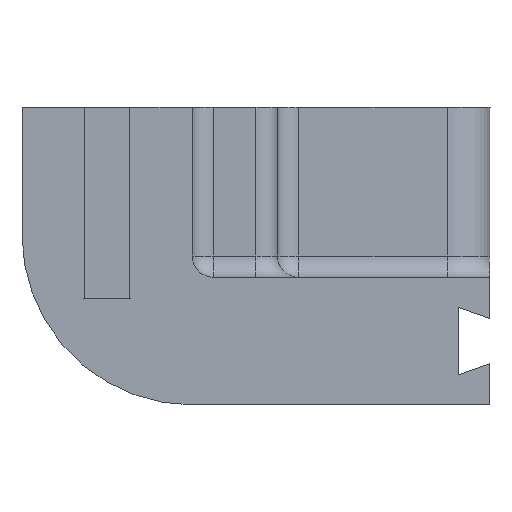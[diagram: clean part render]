
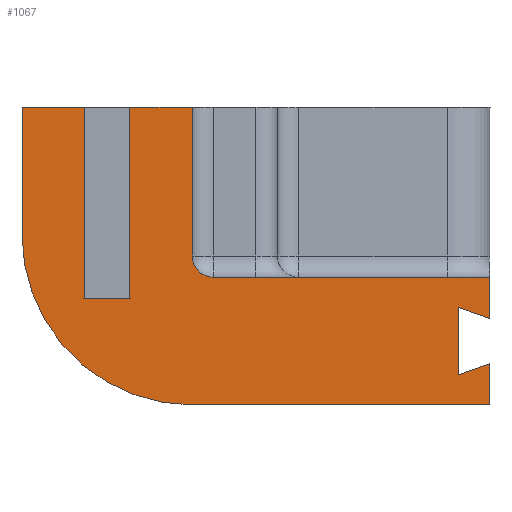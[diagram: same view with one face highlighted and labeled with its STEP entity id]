
A CAD part, front view. The second image highlights one B-rep face of the part: STEP entity #1067.
In plain terms, the highlighted planar face has unit normal (0, -1, 0).
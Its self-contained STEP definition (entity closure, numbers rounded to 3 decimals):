
#49=PLANE('',#1181);
#91=FACE_OUTER_BOUND('',#162,.T.);
#162=EDGE_LOOP('',(#785,#786,#787,#788,#789,#790,#791,#792,#793,#794,#795,
#796,#797,#798,#799,#800));
#236=LINE('',#1729,#319);
#237=LINE('',#1732,#320);
#239=LINE('',#1736,#322);
#240=LINE('',#1738,#323);
#241=LINE('',#1740,#324);
#242=LINE('',#1742,#325);
#243=LINE('',#1744,#326);
#244=LINE('',#1746,#327);
#245=LINE('',#1750,#328);
#246=LINE('',#1752,#329);
#247=LINE('',#1754,#330);
#248=LINE('',#1756,#331);
#249=LINE('',#1758,#332);
#250=LINE('',#1759,#333);
#319=VECTOR('',#1380,10.);
#320=VECTOR('',#1383,10.);
#322=VECTOR('',#1387,10.);
#323=VECTOR('',#1388,10.);
#324=VECTOR('',#1389,10.);
#325=VECTOR('',#1390,10.);
#326=VECTOR('',#1391,10.);
#327=VECTOR('',#1392,10.);
#328=VECTOR('',#1395,10.);
#329=VECTOR('',#1396,10.);
#330=VECTOR('',#1397,10.);
#331=VECTOR('',#1398,10.);
#332=VECTOR('',#1399,10.);
#333=VECTOR('',#1400,10.);
#396=CIRCLE('',#1165,5.);
#402=CIRCLE('',#1182,40.);
#466=VERTEX_POINT('',#1689);
#467=VERTEX_POINT('',#1691);
#476=VERTEX_POINT('',#1727);
#477=VERTEX_POINT('',#1731);
#478=VERTEX_POINT('',#1735);
#479=VERTEX_POINT('',#1737);
#480=VERTEX_POINT('',#1739);
#481=VERTEX_POINT('',#1741);
#482=VERTEX_POINT('',#1743);
#483=VERTEX_POINT('',#1745);
#484=VERTEX_POINT('',#1747);
#485=VERTEX_POINT('',#1749);
#486=VERTEX_POINT('',#1751);
#487=VERTEX_POINT('',#1753);
#488=VERTEX_POINT('',#1755);
#489=VERTEX_POINT('',#1757);
#571=EDGE_CURVE('',#467,#466,#396,.T.);
#590=EDGE_CURVE('',#476,#466,#236,.T.);
#591=EDGE_CURVE('',#467,#477,#237,.T.);
#593=EDGE_CURVE('',#476,#478,#239,.T.);
#594=EDGE_CURVE('',#479,#478,#240,.T.);
#595=EDGE_CURVE('',#480,#479,#241,.T.);
#596=EDGE_CURVE('',#481,#480,#242,.T.);
#597=EDGE_CURVE('',#481,#482,#243,.T.);
#598=EDGE_CURVE('',#483,#482,#244,.T.);
#599=EDGE_CURVE('',#483,#484,#402,.T.);
#600=EDGE_CURVE('',#485,#484,#245,.T.);
#601=EDGE_CURVE('',#485,#486,#246,.T.);
#602=EDGE_CURVE('',#487,#486,#247,.T.);
#603=EDGE_CURVE('',#488,#487,#248,.T.);
#604=EDGE_CURVE('',#489,#488,#249,.T.);
#605=EDGE_CURVE('',#489,#477,#250,.T.);
#785=ORIENTED_EDGE('',*,*,#590,.F.);
#786=ORIENTED_EDGE('',*,*,#593,.T.);
#787=ORIENTED_EDGE('',*,*,#594,.F.);
#788=ORIENTED_EDGE('',*,*,#595,.F.);
#789=ORIENTED_EDGE('',*,*,#596,.F.);
#790=ORIENTED_EDGE('',*,*,#597,.T.);
#791=ORIENTED_EDGE('',*,*,#598,.F.);
#792=ORIENTED_EDGE('',*,*,#599,.T.);
#793=ORIENTED_EDGE('',*,*,#600,.F.);
#794=ORIENTED_EDGE('',*,*,#601,.T.);
#795=ORIENTED_EDGE('',*,*,#602,.F.);
#796=ORIENTED_EDGE('',*,*,#603,.F.);
#797=ORIENTED_EDGE('',*,*,#604,.F.);
#798=ORIENTED_EDGE('',*,*,#605,.T.);
#799=ORIENTED_EDGE('',*,*,#591,.F.);
#800=ORIENTED_EDGE('',*,*,#571,.T.);
#1067=ADVANCED_FACE('',(#91),#49,.F.);
#1165=AXIS2_PLACEMENT_3D('',#1692,#1337,#1338);
#1181=AXIS2_PLACEMENT_3D('',#1734,#1385,#1386);
#1182=AXIS2_PLACEMENT_3D('',#1748,#1393,#1394);
#1337=DIRECTION('center_axis',(0.,1.,0.));
#1338=DIRECTION('ref_axis',(-0.707,0.,-0.707));
#1380=DIRECTION('',(0.,0.,-1.));
#1383=DIRECTION('',(1.,0.,0.));
#1385=DIRECTION('center_axis',(0.,1.,0.));
#1386=DIRECTION('ref_axis',(0.,0.,
-1.));
#1387=DIRECTION('',(-1.,0.,0.));
#1388=DIRECTION('',(0.,0.,1.));
#1389=DIRECTION('',(1.,0.,0.));
#1390=DIRECTION('',(0.,0.,-1.));
#1391=DIRECTION('',(-1.,0.,0.));
#1392=DIRECTION('',(0.,0.,1.));
#1393=DIRECTION('center_axis',(0.,-1.,0.));
#1394=DIRECTION('ref_axis',(-0.707,0.,-0.707));
#1395=DIRECTION('',(-1.,0.,0.));
#1396=DIRECTION('',(0.,0.,1.));
#1397=DIRECTION('',(0.942,0.,0.336));
#1398=DIRECTION('',(0.,0.,-1.));
#1399=DIRECTION('',(-0.942,0.,0.336));
#1400=DIRECTION('',(0.,0.,1.));
#1689=CARTESIAN_POINT('',(-15.,-10.,-35.));
#1691=CARTESIAN_POINT('',(-10.,-10.,-40.));
#1692=CARTESIAN_POINT('Origin',(-10.,-10.,-35.));
#1727=CARTESIAN_POINT('',(-15.,-10.,0.));
#1729=CARTESIAN_POINT('',(-15.,-10.,0.));
#1731=CARTESIAN_POINT('',(55.,-10.,-40.));
#1732=CARTESIAN_POINT('',(37.5,-10.,-40.));
#1734=CARTESIAN_POINT('Origin',(55.,-10.,0.));
#1735=CARTESIAN_POINT('',(-29.654,-10.,0.));
#1736=CARTESIAN_POINT('',(55.,-10.,0.));
#1737=CARTESIAN_POINT('',(-29.654,-10.,-45.));
#1738=CARTESIAN_POINT('',(-29.654,-10.,0.));
#1739=CARTESIAN_POINT('',(-40.346,-10.,-45.));
#1740=CARTESIAN_POINT('',(10.,-10.,-45.));
#1741=CARTESIAN_POINT('',(-40.346,-10.,0.));
#1742=CARTESIAN_POINT('',(-40.346,-10.,0.));
#1743=CARTESIAN_POINT('',(-55.,-10.,0.));
#1744=CARTESIAN_POINT('',(55.,-10.,0.));
#1745=CARTESIAN_POINT('',(-55.,-10.,-30.));
#1746=CARTESIAN_POINT('',(-55.,-10.,-17.5));
#1747=CARTESIAN_POINT('',(-15.,-10.,-70.));
#1748=CARTESIAN_POINT('Origin',(-15.,-10.,-30.));
#1749=CARTESIAN_POINT('',(55.,-10.,-70.));
#1750=CARTESIAN_POINT('',(55.,-10.,-70.));
#1751=CARTESIAN_POINT('',(55.,-10.,-60.319));
#1752=CARTESIAN_POINT('',(55.,-10.,-70.));
#1753=CARTESIAN_POINT('',(47.7,-10.,-62.926));
#1754=CARTESIAN_POINT('',(60.903,-10.,-58.21));
#1755=CARTESIAN_POINT('',(47.7,-10.,-47.074));
#1756=CARTESIAN_POINT('',(47.7,-10.,-23.537));
#1757=CARTESIAN_POINT('',(55.,-10.,-49.681));
#1758=CARTESIAN_POINT('',(47.132,-10.,-46.871));
#1759=CARTESIAN_POINT('',(55.,-10.,-70.));
